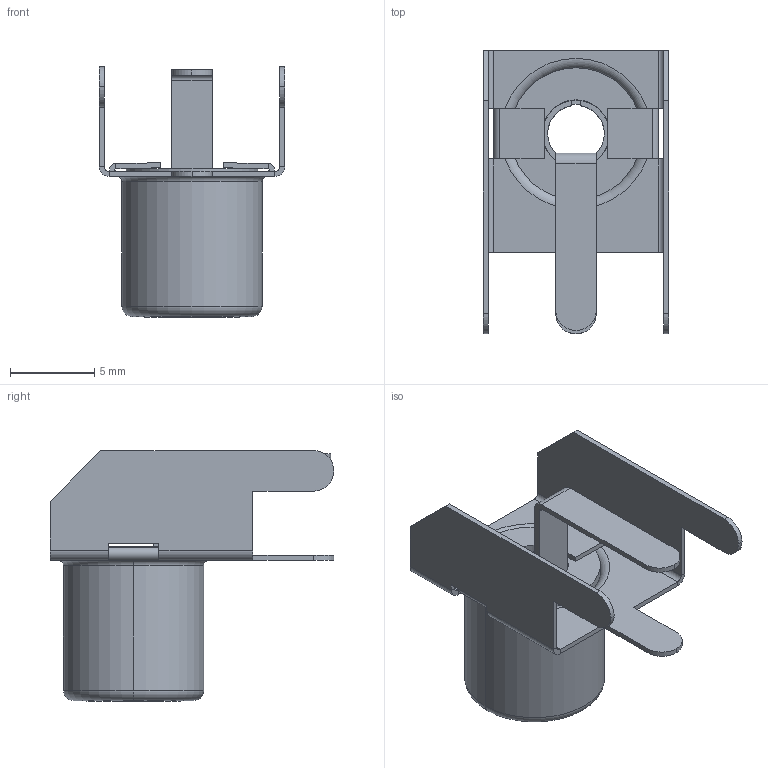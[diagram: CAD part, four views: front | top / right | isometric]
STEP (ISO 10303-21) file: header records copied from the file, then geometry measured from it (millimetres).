
FILE_DESCRIPTION(('FreeCAD Model'),'2;1');
FILE_NAME('RCA_CC-132.step', '2018-05-28T10:34:46',('kicad StepUp'),('ksu MCAD'), 'Open CASCADE STEP processor 6.8','FreeCAD','Unknown');
FILE_SCHEMA(('AUTOMOTIVE_DESIGN_CC2 { 1 2 10303 214 -1 1 5 4 }'));
Length unit declared in the file: millimetre
Products named in the file (4): ASSEMBLY; RCA_(AV_or_coaxial)_connector_on_plate002; RCA_(AV_or_coaxial)_connector_on_plate001; RCA_(AV_or_coaxial)_connector_on_plate
Assembly tree (3 placements, depth 2):
  ASSEMBLY
    RCA_(AV_or_coaxial)_connector_on_plate002
    RCA_(AV_or_coaxial)_connector_on_plate001
    RCA_(AV_or_coaxial)_connector_on_plate
Bounding box: 11 x 16.8 x 14.85 mm (x, y, z)
Volume: 475.7 mm3; surface area: 1293.3 mm2
Topology: 3 solids, 3 shells, 120 faces, 280 edges, 168 vertices
Faces by surface type: plane 70, cylinder 40, torus 10
Entity records: 3481 total; most frequent: DIRECTION 630, CARTESIAN_POINT 572, ORIENTED_EDGE 560, EDGE_CURVE 280, AXIS2_PLACEMENT_3D 226, LINE 178, VECTOR 178, VERTEX_POINT 168
